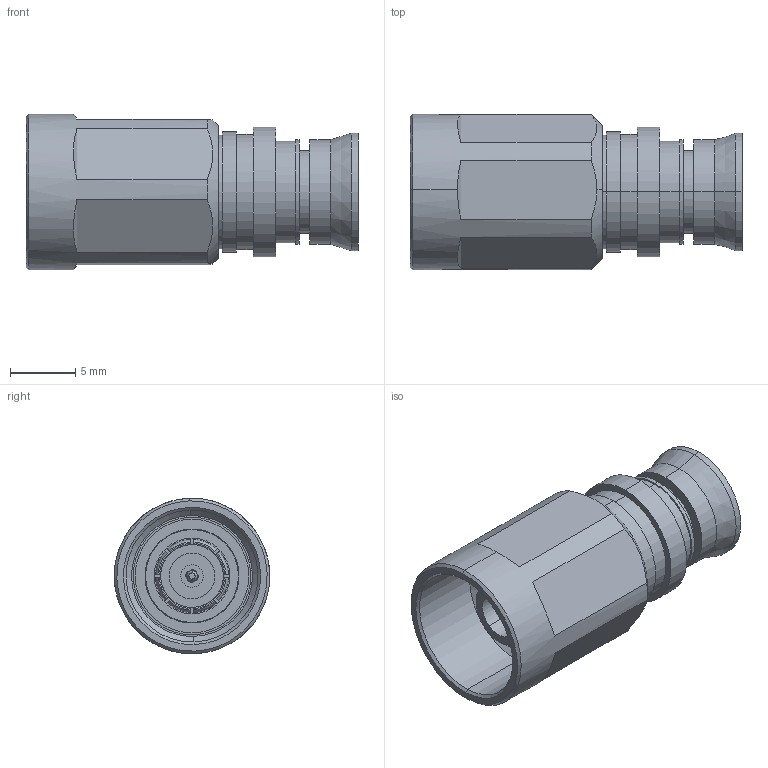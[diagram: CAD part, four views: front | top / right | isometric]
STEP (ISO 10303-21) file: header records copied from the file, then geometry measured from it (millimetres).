
FILE_DESCRIPTION (( 'STEP AP214' ), '1' );
FILE_NAME ('TC-250-NX10M-LP-LC_3D.STEP', '2021-09-27T18:14:24', ( '' ), ( '' ), 'SwSTEP 2.0', 'SolidWorks 2021', '' );
FILE_SCHEMA (( 'AUTOMOTIVE_DESIGN' ));
Length unit declared in the file: inch
Products named in the file (1): TC-250-NX10M-LP-LC_3D
Bounding box: 25.4 x 11.9 x 11.89 mm (x, y, z)
Volume: 1391.1 mm3; surface area: 1959.6 mm2
Topology: 1 solids, 1 shells, 202 faces, 476 edges, 296 vertices
Faces by surface type: cylinder 68, plane 58, cone 54, torus 22
Entity records: 6153 total; most frequent: CARTESIAN_POINT 1412, DIRECTION 1042, ORIENTED_EDGE 952, EDGE_CURVE 476, AXIS2_PLACEMENT_3D 427, VERTEX_POINT 296, CIRCLE 224, EDGE_LOOP 222
